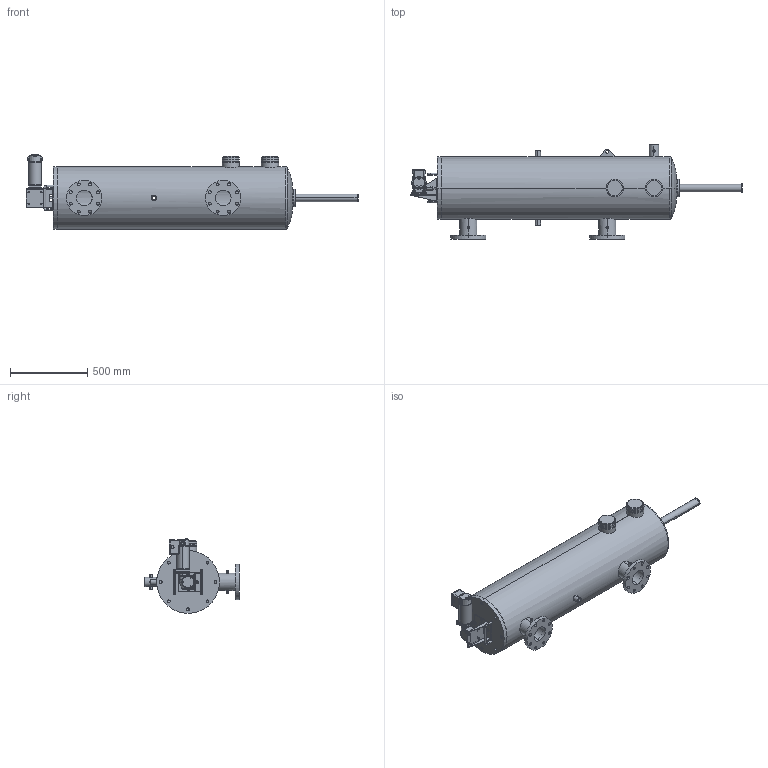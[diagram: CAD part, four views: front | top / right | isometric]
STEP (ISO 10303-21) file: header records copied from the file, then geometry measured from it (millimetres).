
FILE_DESCRIPTION (( 'STEP AP203' ), '1' );
FILE_NAME ('C4-180-LP.STEP', '2020-09-23T11:41:07', ( '' ), ( '' ), 'SwSTEP 2.0', 'SolidWorks 2018', '' );
FILE_SCHEMA (( 'CONFIG_CONTROL_DESIGN' ));
Length unit declared in the file: millimetre
Products named in the file (8): Motor assem; simp; Washdown mounting bracket; reduced size motor; C4-180 for LP; simp2; Washdown drive shaft; C4-180-LP
Assembly tree (13 placements, depth 3):
  C4-180-LP
    C4-180 for LP
    Motor assem
      Washdown drive shaft
      Washdown mounting bracket
      reduced size motor
      simp  x4
      simp2  x4
Bounding box: 2150.62 x 609.6 x 483.8 mm (x, y, z)
Volume: 18661099.5 mm3; surface area: 5305743.3 mm2
Topology: 23 solids, 23 shells, 1029 faces, 2629 edges, 1694 vertices
Faces by surface type: plane 500, cylinder 382, torus 64, bspline 58, cone 21, sphere 4
Entity records: 36469 total; most frequent: CARTESIAN_POINT 12900, ORIENTED_EDGE 4778, DIRECTION 4592, EDGE_CURVE 2389, AXIS2_PLACEMENT_3D 1664, VERTEX_POINT 1538, VECTOR 1264, LINE 1264
